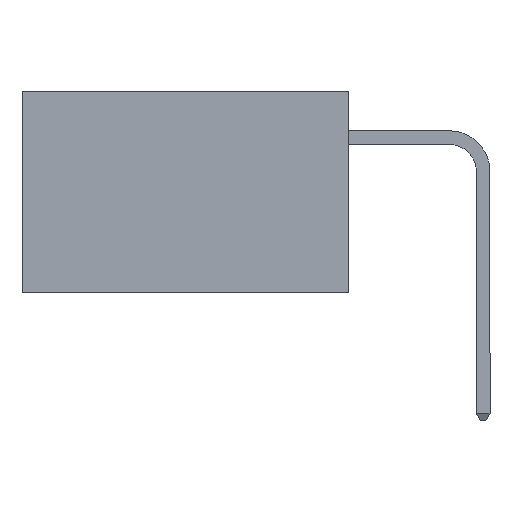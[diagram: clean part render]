
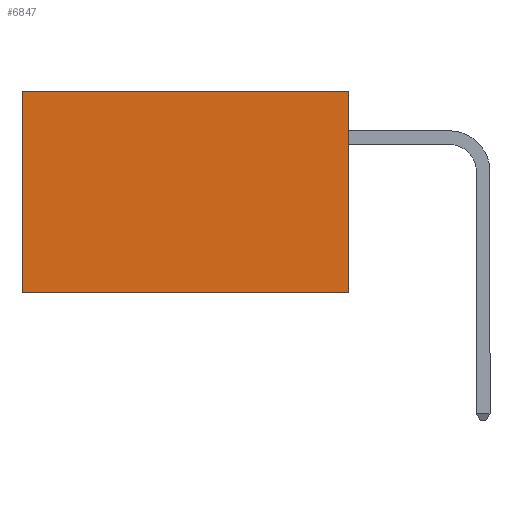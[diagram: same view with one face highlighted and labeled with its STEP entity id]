
A CAD part, left-side view. The second image highlights one B-rep face of the part: STEP entity #6847.
In plain terms, the highlighted planar face has unit normal (-1, 0, 0).
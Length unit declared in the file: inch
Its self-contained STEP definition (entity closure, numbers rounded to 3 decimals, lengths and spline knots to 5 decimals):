
#727 = VECTOR ( 'NONE', #7833, 39.37008 ) ;
#756 = VECTOR ( 'NONE', #6375, 39.37008 ) ;
#1197 = VECTOR ( 'NONE', #6472, 39.37008 ) ;
#1427 = LINE ( 'NONE', #5913, #1197 ) ;
#1649 = VERTEX_POINT ( 'NONE', #6047 ) ;
#2095 = AXIS2_PLACEMENT_3D ( 'NONE', #2204, #6775, #2936 ) ;
#2204 = CARTESIAN_POINT ( 'NONE',  ( 0.2875, 0., 0. ) ) ;
#2603 = CARTESIAN_POINT ( 'NONE',  ( 0.2875, 0., 0. ) ) ;
#2694 = LINE ( 'NONE', #3741, #756 ) ;
#2936 = DIRECTION ( 'NONE',  ( 0., 0., -1. ) ) ;
#3430 = DIRECTION ( 'NONE',  ( 0., 1., 0. ) ) ;
#3741 = CARTESIAN_POINT ( 'NONE',  ( 0.2875, 0.6, 0. ) ) ;
#3822 = VERTEX_POINT ( 'NONE', #3971 ) ;
#3824 = EDGE_CURVE ( 'NONE', #6786, #3822, #2694, .T. ) ;
#3971 = CARTESIAN_POINT ( 'NONE',  ( 0.2875, 0.6, -0.37 ) ) ;
#4108 = CARTESIAN_POINT ( 'NONE',  ( 0.2875, 0.6, 0. ) ) ;
#4599 = LINE ( 'NONE', #7851, #727 ) ;
#4708 = EDGE_CURVE ( 'NONE', #8261, #6786, #1427, .T. ) ;
#5913 = CARTESIAN_POINT ( 'NONE',  ( 0.2875, 0., 0. ) ) ;
#5989 = ORIENTED_EDGE ( 'NONE', *, *, #3824, .T. ) ;
#6047 = CARTESIAN_POINT ( 'NONE',  ( 0.2875, 0., -0.37 ) ) ;
#6087 = VECTOR ( 'NONE', #3430, 39.37008 ) ;
#6128 = EDGE_CURVE ( 'NONE', #1649, #3822, #6503, .T. ) ;
#6271 = CARTESIAN_POINT ( 'NONE',  ( 0.2875, 0., -0.37 ) ) ;
#6375 = DIRECTION ( 'NONE',  ( 0., 0., -1. ) ) ;
#6472 = DIRECTION ( 'NONE',  ( 0., 1., 0. ) ) ;
#6503 = LINE ( 'NONE', #6271, #6087 ) ;
#6515 = EDGE_CURVE ( 'NONE', #8261, #1649, #4599, .T. ) ;
#6775 = DIRECTION ( 'NONE',  ( 1., 0., 0. ) ) ;
#6786 = VERTEX_POINT ( 'NONE', #4108 ) ;
#6847 = ADVANCED_FACE ( 'NONE', ( #8545 ), #7946, .F. ) ;
#7544 = EDGE_LOOP ( 'NONE', ( #5989, #8253, #7964, #7598 ) ) ;
#7598 = ORIENTED_EDGE ( 'NONE', *, *, #4708, .T. ) ;
#7833 = DIRECTION ( 'NONE',  ( 0., 0., -1. ) ) ;
#7851 = CARTESIAN_POINT ( 'NONE',  ( 0.2875, 0., 0. ) ) ;
#7946 = PLANE ( 'NONE',  #2095 ) ;
#7964 = ORIENTED_EDGE ( 'NONE', *, *, #6515, .F. ) ;
#8253 = ORIENTED_EDGE ( 'NONE', *, *, #6128, .F. ) ;
#8261 = VERTEX_POINT ( 'NONE', #2603 ) ;
#8545 = FACE_OUTER_BOUND ( 'NONE', #7544, .T. ) ;
